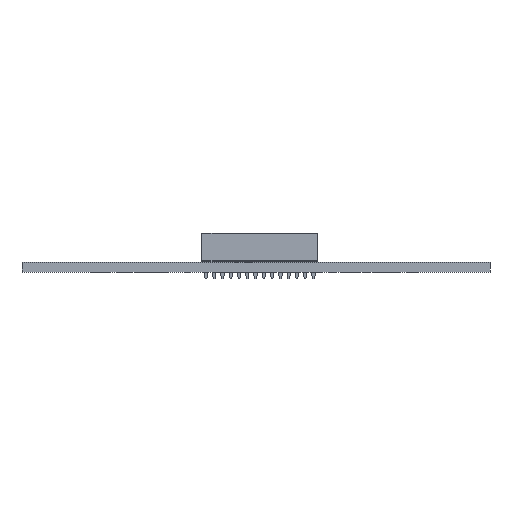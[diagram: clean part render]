
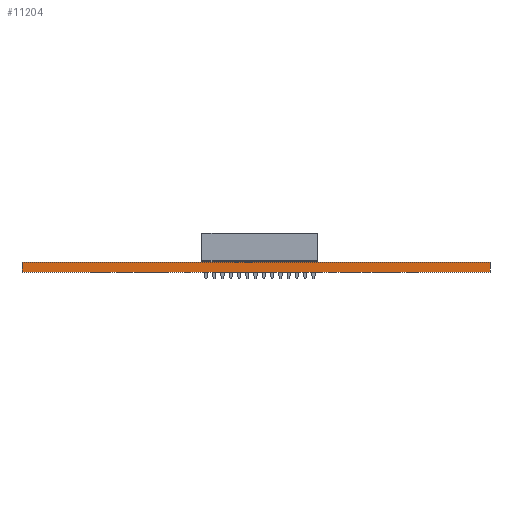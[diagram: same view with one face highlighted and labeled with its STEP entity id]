
A CAD part, front view. The second image highlights one B-rep face of the part: STEP entity #11204.
In plain terms, the highlighted planar face has unit normal (0, -1, 0).
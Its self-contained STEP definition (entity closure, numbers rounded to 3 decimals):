
#11204 = ADVANCED_FACE('',(#11205),#11239,.T.);
#11205 = FACE_BOUND('',#11206,.T.);
#11206 = EDGE_LOOP('',(#11207,#11217,#11225,#11233));
#11207 = ORIENTED_EDGE('',*,*,#11208,.T.);
#11208 = EDGE_CURVE('',#11209,#11211,#11213,.T.);
#11209 = VERTEX_POINT('',#11210);
#11210 = CARTESIAN_POINT('',(135.5,-173.5,0.));
#11211 = VERTEX_POINT('',#11212);
#11212 = CARTESIAN_POINT('',(135.5,-173.5,1.51));
#11213 = LINE('',#11214,#11215);
#11214 = CARTESIAN_POINT('',(135.5,-173.5,0.));
#11215 = VECTOR('',#11216,1.);
#11216 = DIRECTION('',(0.,0.,1.));
#11217 = ORIENTED_EDGE('',*,*,#11218,.T.);
#11218 = EDGE_CURVE('',#11211,#11219,#11221,.T.);
#11219 = VERTEX_POINT('',#11220);
#11220 = CARTESIAN_POINT('',(63.5,-173.5,1.51));
#11221 = LINE('',#11222,#11223);
#11222 = CARTESIAN_POINT('',(135.5,-173.5,1.51));
#11223 = VECTOR('',#11224,1.);
#11224 = DIRECTION('',(-1.,0.,0.));
#11225 = ORIENTED_EDGE('',*,*,#11226,.F.);
#11226 = EDGE_CURVE('',#11227,#11219,#11229,.T.);
#11227 = VERTEX_POINT('',#11228);
#11228 = CARTESIAN_POINT('',(63.5,-173.5,0.));
#11229 = LINE('',#11230,#11231);
#11230 = CARTESIAN_POINT('',(63.5,-173.5,0.));
#11231 = VECTOR('',#11232,1.);
#11232 = DIRECTION('',(0.,0.,1.));
#11233 = ORIENTED_EDGE('',*,*,#11234,.F.);
#11234 = EDGE_CURVE('',#11209,#11227,#11235,.T.);
#11235 = LINE('',#11236,#11237);
#11236 = CARTESIAN_POINT('',(135.5,-173.5,0.));
#11237 = VECTOR('',#11238,1.);
#11238 = DIRECTION('',(-1.,0.,0.));
#11239 = PLANE('',#11240);
#11240 = AXIS2_PLACEMENT_3D('',#11241,#11242,#11243);
#11241 = CARTESIAN_POINT('',(135.5,-173.5,0.));
#11242 = DIRECTION('',(0.,-1.,0.));
#11243 = DIRECTION('',(-1.,0.,0.));
